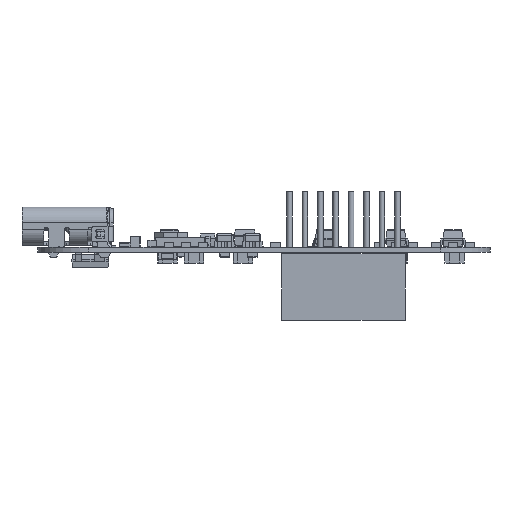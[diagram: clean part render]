
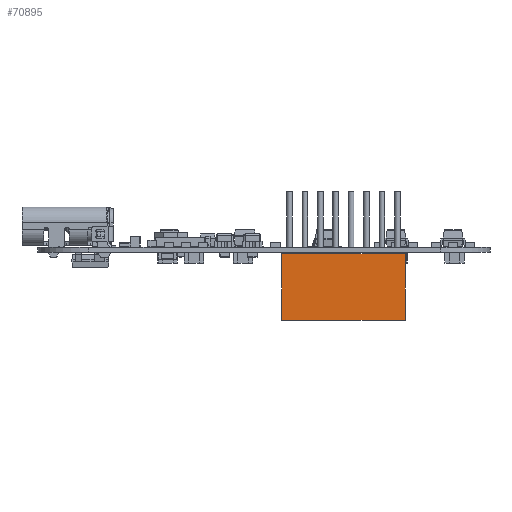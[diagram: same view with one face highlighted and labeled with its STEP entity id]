
A CAD part, left-side view. The second image highlights one B-rep face of the part: STEP entity #70895.
In plain terms, the highlighted face is planar.
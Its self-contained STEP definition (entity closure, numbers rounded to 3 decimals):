
#70895 = ADVANCED_FACE('',(#70896),#70930,.T.);
#70896 = FACE_BOUND('',#70897,.T.);
#70897 = EDGE_LOOP('',(#70898,#70908,#70916,#70924));
#70898 = ORIENTED_EDGE('',*,*,#70899,.T.);
#70899 = EDGE_CURVE('',#70900,#70902,#70904,.T.);
#70900 = VERTEX_POINT('',#70901);
#70901 = CARTESIAN_POINT('',(-0.635,2.35,0.));
#70902 = VERTEX_POINT('',#70903);
#70903 = CARTESIAN_POINT('',(-0.635,2.35,5.5));
#70904 = LINE('',#70905,#70906);
#70905 = CARTESIAN_POINT('',(-0.635,2.35,0.));
#70906 = VECTOR('',#70907,1.);
#70907 = DIRECTION('',(0.,0.,1.));
#70908 = ORIENTED_EDGE('',*,*,#70909,.T.);
#70909 = EDGE_CURVE('',#70902,#70910,#70912,.T.);
#70910 = VERTEX_POINT('',#70911);
#70911 = CARTESIAN_POINT('',(9.525,2.35,5.5));
#70912 = LINE('',#70913,#70914);
#70913 = CARTESIAN_POINT('',(-0.635,2.35,5.5));
#70914 = VECTOR('',#70915,1.);
#70915 = DIRECTION('',(1.,0.,0.));
#70916 = ORIENTED_EDGE('',*,*,#70917,.F.);
#70917 = EDGE_CURVE('',#70918,#70910,#70920,.T.);
#70918 = VERTEX_POINT('',#70919);
#70919 = CARTESIAN_POINT('',(9.525,2.35,0.));
#70920 = LINE('',#70921,#70922);
#70921 = CARTESIAN_POINT('',(9.525,2.35,0.));
#70922 = VECTOR('',#70923,1.);
#70923 = DIRECTION('',(0.,0.,1.));
#70924 = ORIENTED_EDGE('',*,*,#70925,.F.);
#70925 = EDGE_CURVE('',#70900,#70918,#70926,.T.);
#70926 = LINE('',#70927,#70928);
#70927 = CARTESIAN_POINT('',(-0.635,2.35,0.));
#70928 = VECTOR('',#70929,1.);
#70929 = DIRECTION('',(1.,0.,0.));
#70930 = PLANE('',#70931);
#70931 = AXIS2_PLACEMENT_3D('',#70932,#70933,#70934);
#70932 = CARTESIAN_POINT('',(-0.635,2.35,0.));
#70933 = DIRECTION('',(0.,1.,0.));
#70934 = DIRECTION('',(1.,0.,0.));
